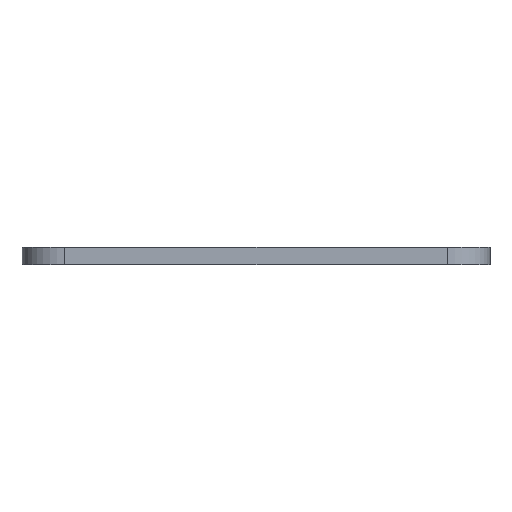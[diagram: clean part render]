
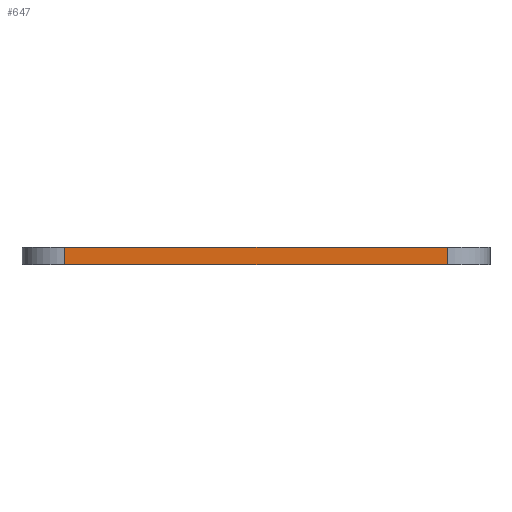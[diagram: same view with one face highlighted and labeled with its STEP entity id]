
A CAD part, left-side view. The second image highlights one B-rep face of the part: STEP entity #647.
In plain terms, the highlighted planar face has unit normal (-1, 0, 0).
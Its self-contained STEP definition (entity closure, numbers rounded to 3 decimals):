
#24=PLANE('',#723);
#53=FACE_OUTER_BOUND('',#89,.T.);
#89=EDGE_LOOP('',(#557,#558,#559,#560));
#105=LINE('',#961,#161);
#123=LINE('',#1037,#179);
#149=LINE('',#1116,#205);
#151=LINE('',#1119,#207);
#161=VECTOR('',#753,45.);
#179=VECTOR('',#821,45.);
#205=VECTOR('',#909,2.);
#207=VECTOR('',#913,2.);
#260=VERTEX_POINT('',#958);
#261=VERTEX_POINT('',#960);
#293=VERTEX_POINT('',#1034);
#294=VERTEX_POINT('',#1036);
#325=EDGE_CURVE('',#261,#260,#105,.T.);
#363=EDGE_CURVE('',#293,#294,#123,.T.);
#405=EDGE_CURVE('',#261,#293,#149,.T.);
#407=EDGE_CURVE('',#294,#260,#151,.T.);
#557=ORIENTED_EDGE('',*,*,#405,.F.);
#558=ORIENTED_EDGE('',*,*,#325,.T.);
#559=ORIENTED_EDGE('',*,*,#407,.F.);
#560=ORIENTED_EDGE('',*,*,#363,.F.);
#647=ADVANCED_FACE('',(#53),#24,.T.);
#723=AXIS2_PLACEMENT_3D('',#1118,#911,#912);
#753=DIRECTION('',(0.,1.,0.));
#821=DIRECTION('',(0.,1.,0.));
#909=DIRECTION('',(0.,0.,-1.));
#911=DIRECTION('center_axis',(-1.,0.,0.));
#912=DIRECTION('ref_axis',(0.,0.,1.));
#913=DIRECTION('',(0.,0.,1.));
#958=CARTESIAN_POINT('',(-27.5,22.5,2.));
#960=CARTESIAN_POINT('',(-27.5,-22.5,2.));
#961=CARTESIAN_POINT('',(-27.5,-27.5,2.));
#1034=CARTESIAN_POINT('',(-27.5,-22.5,0.));
#1036=CARTESIAN_POINT('',(-27.5,22.5,0.));
#1037=CARTESIAN_POINT('',(-27.5,-27.5,0.));
#1116=CARTESIAN_POINT('',(-27.5,-22.5,0.));
#1118=CARTESIAN_POINT('Origin',(-27.5,-27.5,0.));
#1119=CARTESIAN_POINT('',(-27.5,22.5,0.));
